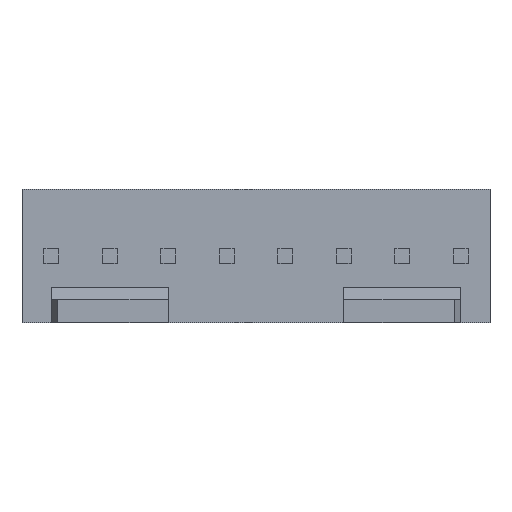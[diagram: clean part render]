
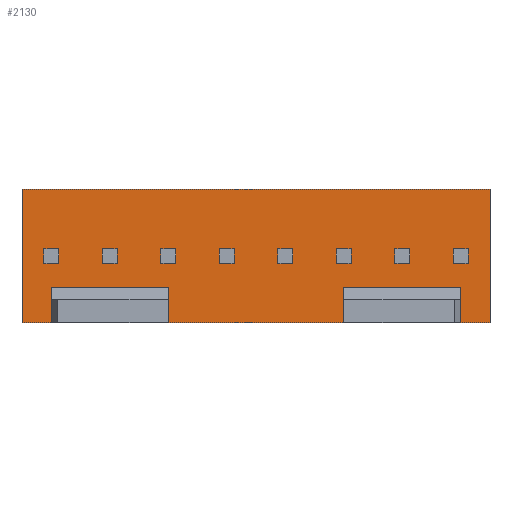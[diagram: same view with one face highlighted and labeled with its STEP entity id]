
A CAD part, top view. The second image highlights one B-rep face of the part: STEP entity #2130.
In plain terms, the highlighted planar face has unit normal (0, 0, 1).
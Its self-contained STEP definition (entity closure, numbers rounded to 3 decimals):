
#142=FACE_OUTER_BOUND($,#264,.T.);
#264=EDGE_LOOP($,(#1776,#1777,#1778,#1779));
#534=LINE($,#3376,#818);
#535=LINE($,#3379,#819);
#536=LINE($,#3381,#820);
#537=LINE($,#3382,#821);
#818=VECTOR($,#2775,5.8);
#819=VECTOR($,#2778,20.32);
#820=VECTOR($,#2779,20.32);
#821=VECTOR($,#2780,5.8);
#1020=VERTEX_POINT($,#3372);
#1021=VERTEX_POINT($,#3374);
#1022=VERTEX_POINT($,#3378);
#1023=VERTEX_POINT($,#3380);
#1298=EDGE_CURVE($,#1020,#1021,#534,.T.);
#1299=EDGE_CURVE($,#1022,#1020,#535,.T.);
#1300=EDGE_CURVE($,#1023,#1021,#536,.T.);
#1301=EDGE_CURVE($,#1022,#1023,#537,.T.);
#1776=ORIENTED_EDGE($,*,*,#1299,.T.);
#1777=ORIENTED_EDGE($,*,*,#1298,.T.);
#1778=ORIENTED_EDGE($,*,*,#1300,.F.);
#1779=ORIENTED_EDGE($,*,*,#1301,.F.);
#2008=PLANE($,#2283);
#2130=ADVANCED_FACE($,(#142),#2008,.T.);
#2283=AXIS2_PLACEMENT_3D($,#3377,#2776,#2777);
#2775=DIRECTION($,(0.,-1.,0.));
#2776=DIRECTION('center_axis',(0.,0.,1.));
#2777=DIRECTION('ref_axis',(-1.,0.,0.));
#2778=DIRECTION($,(-1.,0.,0.));
#2779=DIRECTION($,(-1.,0.,0.));
#2780=DIRECTION($,(0.,-1.,0.));
#3372=CARTESIAN_POINT('',(-10.16,2.9,3.16));
#3374=CARTESIAN_POINT('',(-10.16,-2.9,3.16));
#3376=CARTESIAN_POINT($,(-10.16,2.9,3.16));
#3377=CARTESIAN_POINT('Origin',(10.16,2.9,3.16));
#3378=CARTESIAN_POINT('',(10.16,2.9,3.16));
#3379=CARTESIAN_POINT($,(10.16,2.9,3.16));
#3380=CARTESIAN_POINT('',(10.16,-2.9,3.16));
#3381=CARTESIAN_POINT($,(10.16,-2.9,3.16));
#3382=CARTESIAN_POINT($,(10.16,2.9,3.16));
